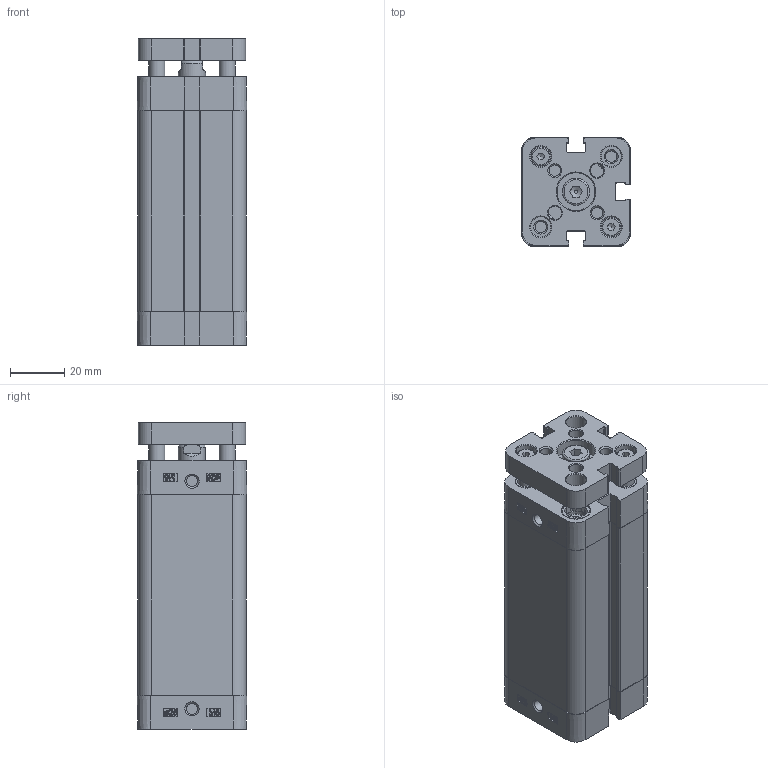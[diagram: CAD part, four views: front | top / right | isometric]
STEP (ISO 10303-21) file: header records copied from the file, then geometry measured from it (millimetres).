
FILE_DESCRIPTION(/* description */ ('Unknown'),/* implementation_level */ '2;1');
FILE_NAME(/* name */ 'ZINT 25_60',/* time_stamp */ '2025-01-27T12:22:06+01:00',/* author */ ('Unknown'),/* organization */ ('HAFNER Pneumatika Kft'),/* preprocessor_version */ 'ST-DEVELOPER v16.7',/* originating_system */ 'Solid Edge',/* authorisation */ 'Unknown');
FILE_SCHEMA (('AUTOMOTIVE_DESIGN {1 0 10303 214 3 1 1}'));
Length unit declared in the file: millimetre
Products named in the file (7): ZINT 25_60; Kit_1; Platte; Profilrohr; Kolbenstange; Kit_2; Führungsstange
Assembly tree (7 placements, depth 2):
  ZINT 25_60
    Kit_1
    Platte
    Profilrohr
    Kolbenstange
    Kit_2
    Führungsstange  x2
Bounding box: 40.3 x 40.3 x 113 mm (x, y, z)
Volume: 131853.1 mm3; surface area: 51470.8 mm2
Topology: 7 solids, 14 shells, 730 faces, 1930 edges, 1274 vertices
Faces by surface type: plane 364, cylinder 185, bspline 84, cone 79, torus 18
Full cylindrical faces by diameter (mm): 3.242 x2, 4 x2, 4.134 x14, 4.917 x1, 5 x2, 6 x2, 7 x2, 7.5 x6, 8 x10, 9 x1, 10 x2, 10.48 x1, 10.9 x4, 11.1 x4, 11.4 x1, 12 x1, 14 x2, 25 x2
Entity records: 26461 total; most frequent: CARTESIAN_POINT 4889, ORIENTED_EDGE 3460, DIRECTION 3288, EDGE_CURVE 1730, VERTEX_POINT 1215, AXIS2_PLACEMENT_3D 1122, LINE 1044, VECTOR 1044
